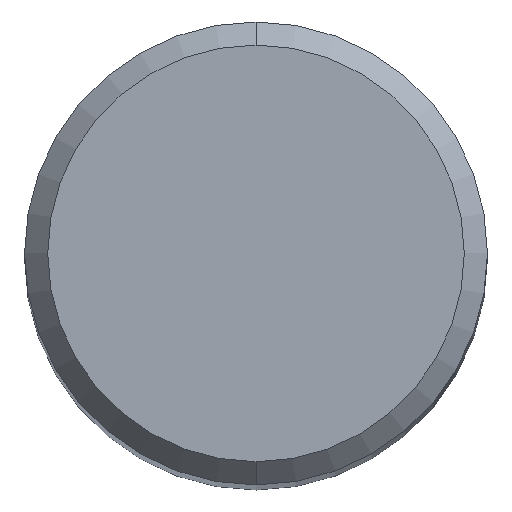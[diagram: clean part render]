
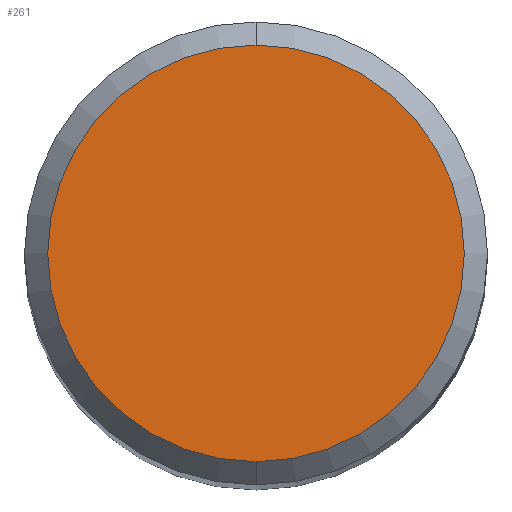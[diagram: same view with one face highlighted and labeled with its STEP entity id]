
A CAD part, top view. The second image highlights one B-rep face of the part: STEP entity #261.
In plain terms, the highlighted planar face has unit normal (0, 0, 1).
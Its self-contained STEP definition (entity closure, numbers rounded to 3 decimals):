
#203=EDGE_CURVE('',#377,#305,#497,.T.);
#261=ADVANCED_FACE('',(#562),#563,.T.);
#293=EDGE_CURVE('',#305,#377,#600,.T.);
#305=VERTEX_POINT('',#614);
#377=VERTEX_POINT('',#690);
#497=CIRCLE('',#856,3.6);
#562=FACE_OUTER_BOUND('',#1044,.T.);
#563=PLANE('',#1045);
#600=CIRCLE('',#1131,3.6);
#614=CARTESIAN_POINT('',(0.,-3.6,49.874));
#690=CARTESIAN_POINT('',(0.0,3.6,49.874));
#856=AXIS2_PLACEMENT_3D('',#1448,#1449,#1450);
#1044=EDGE_LOOP('',(#1528,#1529));
#1045=AXIS2_PLACEMENT_3D('',#1530,#1531,#1532);
#1131=AXIS2_PLACEMENT_3D('',#1578,#1579,#1580);
#1448=CARTESIAN_POINT('',(0.0,0.0,49.874));
#1449=DIRECTION('',(0.0,0.0,-1.0));
#1450=DIRECTION('',(0.0,1.0,0.0));
#1528=ORIENTED_EDGE('',*,*,#203,.F.);
#1529=ORIENTED_EDGE('',*,*,#293,.F.);
#1530=CARTESIAN_POINT('',(0.0,1.8,49.874));
#1531=DIRECTION('',(-0.0,0.0,1.0));
#1532=DIRECTION('',(0.0,-1.0,0.0));
#1578=CARTESIAN_POINT('',(0.0,0.0,49.874));
#1579=DIRECTION('',(0.0,0.0,-1.0));
#1580=DIRECTION('',(0.0,1.0,0.0));
